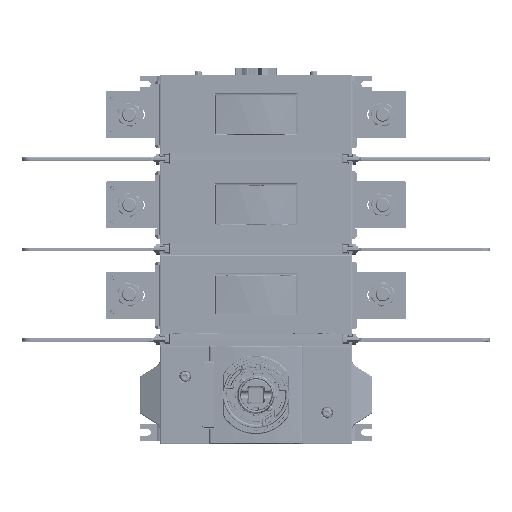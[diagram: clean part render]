
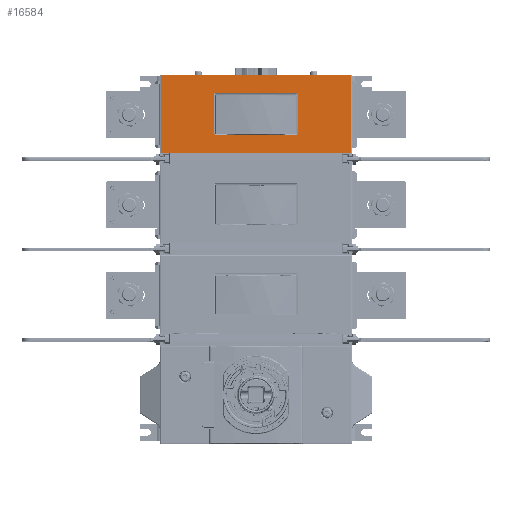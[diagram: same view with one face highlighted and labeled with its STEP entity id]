
A CAD part, top view. The second image highlights one B-rep face of the part: STEP entity #16584.
In plain terms, the highlighted planar face has unit normal (0, 0, 1).
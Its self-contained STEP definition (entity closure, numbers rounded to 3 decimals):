
#5267=FACE_BOUND('',#32985,.T.);
#5268=FACE_BOUND('',#32986,.T.);
#12781=PLANE('',#163963);
#16584=ADVANCED_FACE('',(#5267,#5268),#12781,.T.);
#32985=EDGE_LOOP('',(#46172,#46173,#46174,#46175));
#32986=EDGE_LOOP('',(#46176,#46177,#46178,#46179,#46180,#46181,#46182,#46183));
#41210=ELLIPSE('',#163933,0.7,0.7);
#41212=ELLIPSE('',#163960,0.7,0.7);
#41213=ELLIPSE('',#163961,0.7,0.7);
#41214=ELLIPSE('',#163962,0.7,0.7);
#46172=ORIENTED_EDGE('',*,*,#107304,.T.);
#46173=ORIENTED_EDGE('',*,*,#107291,.T.);
#46174=ORIENTED_EDGE('',*,*,#107305,.T.);
#46175=ORIENTED_EDGE('',*,*,#107282,.T.);
#46176=ORIENTED_EDGE('',*,*,#107306,.T.);
#46177=ORIENTED_EDGE('',*,*,#107307,.T.);
#46178=ORIENTED_EDGE('',*,*,#107308,.T.);
#46179=ORIENTED_EDGE('',*,*,#107273,.T.);
#46180=ORIENTED_EDGE('',*,*,#107309,.T.);
#46181=ORIENTED_EDGE('',*,*,#107310,.T.);
#46182=ORIENTED_EDGE('',*,*,#107311,.T.);
#46183=ORIENTED_EDGE('',*,*,#107312,.T.);
#87612=VERTEX_POINT('',#229158);
#87613=VERTEX_POINT('',#229160);
#87614=VERTEX_POINT('',#229176);
#87618=VERTEX_POINT('',#229185);
#87623=VERTEX_POINT('',#229198);
#87627=VERTEX_POINT('',#229207);
#87638=VERTEX_POINT('',#229238);
#87639=VERTEX_POINT('',#229239);
#87640=VERTEX_POINT('',#229241);
#87641=VERTEX_POINT('',#229244);
#87642=VERTEX_POINT('',#229246);
#87643=VERTEX_POINT('',#229248);
#107273=EDGE_CURVE('',#87613,#87612,#41210,.T.);
#107282=EDGE_CURVE('',#87618,#87614,#133524,.T.);
#107291=EDGE_CURVE('',#87623,#87627,#133525,.T.);
#107304=EDGE_CURVE('',#87614,#87623,#133535,.T.);
#107305=EDGE_CURVE('',#87627,#87618,#133536,.T.);
#107306=EDGE_CURVE('',#87638,#87639,#133537,.T.);
#107307=EDGE_CURVE('',#87639,#87640,#41212,.T.);
#107308=EDGE_CURVE('',#87640,#87613,#133538,.T.);
#107309=EDGE_CURVE('',#87612,#87641,#133539,.T.);
#107310=EDGE_CURVE('',#87641,#87642,#41213,.T.);
#107311=EDGE_CURVE('',#87642,#87643,#133540,.T.);
#107312=EDGE_CURVE('',#87643,#87638,#41214,.T.);
#133524=LINE('',#229188,#148456);
#133525=LINE('',#229208,#148457);
#133535=LINE('',#229235,#148467);
#133536=LINE('',#229236,#148468);
#133537=LINE('',#229237,#148469);
#133538=LINE('',#229242,#148470);
#133539=LINE('',#229243,#148471);
#133540=LINE('',#229247,#148472);
#148456=VECTOR('',#181002,1.);
#148457=VECTOR('',#181025,1.);
#148467=VECTOR('',#181049,1.);
#148468=VECTOR('',#181050,1.);
#148469=VECTOR('',#181051,1.);
#148470=VECTOR('',#181054,1.);
#148471=VECTOR('',#181055,1.);
#148472=VECTOR('',#181058,1.);
#163933=AXIS2_PLACEMENT_3D('',#229159,#180983,#180984);
#163960=AXIS2_PLACEMENT_3D('',#229240,#181052,#181053);
#163961=AXIS2_PLACEMENT_3D('',#229245,#181056,#181057);
#163962=AXIS2_PLACEMENT_3D('',#229249,#181059,#181060);
#163963=AXIS2_PLACEMENT_3D('',#229250,#181061,#181062);
#180983=DIRECTION('',(0.,0.,-1.));
#180984=DIRECTION('',(-0.707,-0.707,0.));
#181002=DIRECTION('',(1.,0.,0.));
#181025=DIRECTION('',(-1.,0.,0.));
#181049=DIRECTION('',(0.,1.,0.));
#181050=DIRECTION('',(0.,-1.,0.));
#181051=DIRECTION('',(0.,-1.,0.));
#181052=DIRECTION('',(0.,0.,-1.));
#181053=DIRECTION('',(0.707,-0.707,0.));
#181054=DIRECTION('',(-1.,0.,0.));
#181055=DIRECTION('',(0.,1.,0.));
#181056=DIRECTION('',(0.,0.,-1.));
#181057=DIRECTION('',(-0.707,0.707,0.));
#181058=DIRECTION('',(1.,0.,0.));
#181059=DIRECTION('',(0.,0.,-1.));
#181060=DIRECTION('',(0.707,0.707,0.));
#181061=DIRECTION('',(0.,0.,1.));
#181062=DIRECTION('',(-1.,0.,0.));
#229158=CARTESIAN_POINT('',(-34.547,216.753,121.241));
#229159=CARTESIAN_POINT('',(-33.847,216.753,121.241));
#229160=CARTESIAN_POINT('',(-33.847,216.053,121.241));
#229176=CARTESIAN_POINT('',(79.,201.35,121.241));
#229185=CARTESIAN_POINT('',(-79.,201.35,121.241));
#229188=CARTESIAN_POINT('',(0.,201.35,121.241));
#229198=CARTESIAN_POINT('',(79.,265.65,121.241));
#229207=CARTESIAN_POINT('',(-79.,265.65,121.241));
#229208=CARTESIAN_POINT('',(0.,265.65,121.241));
#229235=CARTESIAN_POINT('',(79.,247.399,121.241));
#229236=CARTESIAN_POINT('',(-79.,247.399,121.241));
#229237=CARTESIAN_POINT('',(34.547,247.399,121.241));
#229238=CARTESIAN_POINT('',(34.547,250.247,121.241));
#229239=CARTESIAN_POINT('',(34.547,216.753,121.241));
#229240=CARTESIAN_POINT('',(33.847,216.753,121.241));
#229241=CARTESIAN_POINT('',(33.847,216.053,121.241));
#229242=CARTESIAN_POINT('',(0.,216.053,121.241));
#229243=CARTESIAN_POINT('',(-34.547,247.399,121.241));
#229244=CARTESIAN_POINT('',(-34.547,250.247,121.241));
#229245=CARTESIAN_POINT('',(-33.847,250.247,121.241));
#229246=CARTESIAN_POINT('',(-33.847,250.947,121.241));
#229247=CARTESIAN_POINT('',(0.,250.947,121.241));
#229248=CARTESIAN_POINT('',(33.847,250.947,121.241));
#229249=CARTESIAN_POINT('',(33.847,250.247,121.241));
#229250=CARTESIAN_POINT('',(0.,247.399,121.241));
